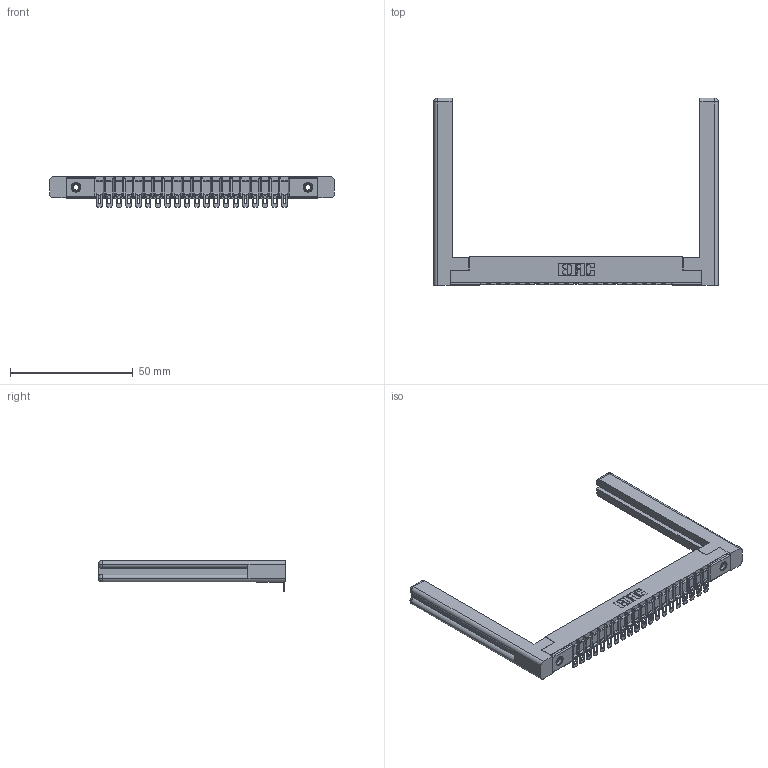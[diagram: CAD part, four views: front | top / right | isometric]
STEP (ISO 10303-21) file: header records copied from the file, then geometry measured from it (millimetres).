
FILE_DESCRIPTION (( 'STEP AP203' ), '1' );
FILE_NAME ('357-020-454-158.STEP', '2020-10-01T04:53:25', ( '' ), ( '' ), 'SwSTEP 2.0', 'SolidWorks 2020', '' );
FILE_SCHEMA (( 'CONFIG_CONTROL_DESIGN' ));
Length unit declared in the file: inch
Products named in the file (5): 357-020-454-158; 345-250-001_345-250-001-102; 307-220-058; 307 Part_.156 Dia Mounting Holes; 307-290-002_554
Assembly tree (25 placements, depth 2):
  357-020-454-158
    307 Part_.156 Dia Mounting Holes
    307-290-002_554  x20
    307-220-058  x2
    345-250-001_345-250-001-102  x2
Bounding box: 115.87 x 76.33 x 12.52 mm (x, y, z)
Volume: 15334.3 mm3; surface area: 18920.4 mm2
Topology: 25 solids, 25 shells, 1901 faces, 5737 edges, 3754 vertices
Faces by surface type: plane 1074, cylinder 761, sphere 42, torus 12, cone 12
Entity records: 23456 total; most frequent: CARTESIAN_POINT 3961, ORIENTED_EDGE 3890, DIRECTION 3825, EDGE_CURVE 1945, LINE 1469, VECTOR 1469, VERTEX_POINT 1260, AXIS2_PLACEMENT_3D 1178
